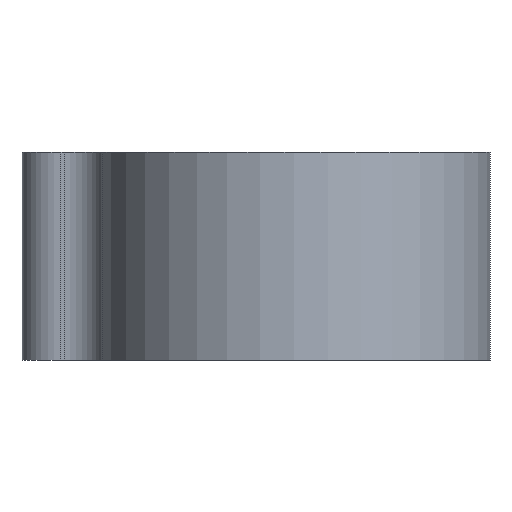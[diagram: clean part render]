
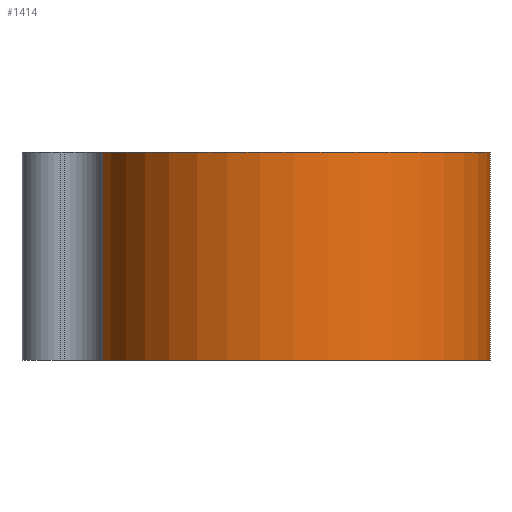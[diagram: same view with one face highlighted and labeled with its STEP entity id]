
A CAD part, front view. The second image highlights one B-rep face of the part: STEP entity #1414.
In plain terms, the highlighted cylindrical face has radius 7.5 mm (diameter 15 mm), a partial arc.
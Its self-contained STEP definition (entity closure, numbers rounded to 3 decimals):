
#44 = PLANE('',#45);
#45 = AXIS2_PLACEMENT_3D('',#46,#47,#48);
#46 = CARTESIAN_POINT('',(-3.629,6.819,0.));
#47 = DIRECTION('',(-0.,-0.,-1.));
#48 = DIRECTION('',(-1.,0.,0.));
#100 = PLANE('',#101);
#101 = AXIS2_PLACEMENT_3D('',#102,#103,#104);
#102 = CARTESIAN_POINT('',(-3.629,6.819,8.));
#103 = DIRECTION('',(-0.,-0.,-1.));
#104 = DIRECTION('',(-1.,0.,0.));
#596 = VERTEX_POINT('',#597);
#597 = CARTESIAN_POINT('',(7.5,0.,0.));
#611 = PLANE('',#612);
#612 = AXIS2_PLACEMENT_3D('',#613,#614,#615);
#613 = CARTESIAN_POINT('',(7.5,0.,0.));
#614 = DIRECTION('',(-1.,0.,0.));
#615 = DIRECTION('',(0.,1.,0.));
#623 = EDGE_CURVE('',#624,#596,#626,.T.);
#624 = VERTEX_POINT('',#625);
#625 = CARTESIAN_POINT('',(-7.395,-1.25,0.));
#626 = SURFACE_CURVE('',#627,(#632,#643),.PCURVE_S1.);
#627 = CIRCLE('',#628,7.5);
#628 = AXIS2_PLACEMENT_3D('',#629,#630,#631);
#629 = CARTESIAN_POINT('',(0.,0.,0.));
#630 = DIRECTION('',(0.,0.,1.));
#631 = DIRECTION('',(1.,0.,0.));
#632 = PCURVE('',#44,#633);
#633 = DEFINITIONAL_REPRESENTATION('',(#634),#642);
#634 = ( BOUNDED_CURVE() B_SPLINE_CURVE(2,(#635,#636,#637,#638,#639,#640
,#641),.UNSPECIFIED.,.T.,.F.) B_SPLINE_CURVE_WITH_KNOTS((1,2,2,2,2,1),(
    -2.094,0.,2.094,4.189,6.283,
8.378),.UNSPECIFIED.) CURVE() GEOMETRIC_REPRESENTATION_ITEM() 
RATIONAL_B_SPLINE_CURVE((1.,0.5,1.,0.5,1.,0.5,1.)) REPRESENTATION_ITEM(
  '') );
#635 = CARTESIAN_POINT('',(-11.129,-6.819));
#636 = CARTESIAN_POINT('',(-11.129,6.171));
#637 = CARTESIAN_POINT('',(0.121,-0.324));
#638 = CARTESIAN_POINT('',(11.371,-6.819));
#639 = CARTESIAN_POINT('',(0.121,-13.314));
#640 = CARTESIAN_POINT('',(-11.129,-19.809));
#641 = CARTESIAN_POINT('',(-11.129,-6.819));
#642 = ( GEOMETRIC_REPRESENTATION_CONTEXT(2) 
PARAMETRIC_REPRESENTATION_CONTEXT() REPRESENTATION_CONTEXT('2D SPACE',''
  ) );
#643 = PCURVE('',#644,#649);
#644 = CYLINDRICAL_SURFACE('',#645,7.5);
#645 = AXIS2_PLACEMENT_3D('',#646,#647,#648);
#646 = CARTESIAN_POINT('',(0.,0.,0.));
#647 = DIRECTION('',(-0.,-0.,-1.));
#648 = DIRECTION('',(1.,0.,0.));
#649 = DEFINITIONAL_REPRESENTATION('',(#650),#654);
#650 = LINE('',#651,#652);
#651 = CARTESIAN_POINT('',(-0.,0.));
#652 = VECTOR('',#653,1.);
#653 = DIRECTION('',(-1.,0.));
#654 = ( GEOMETRIC_REPRESENTATION_CONTEXT(2) 
PARAMETRIC_REPRESENTATION_CONTEXT() REPRESENTATION_CONTEXT('2D SPACE',''
  ) );
#677 = CYLINDRICAL_SURFACE('',#678,1.5);
#678 = AXIS2_PLACEMENT_3D('',#679,#680,#681);
#679 = CARTESIAN_POINT('',(-8.874,-1.5,0.));
#680 = DIRECTION('',(0.,0.,1.));
#681 = DIRECTION('',(0.986,0.167,0.));
#1207 = VERTEX_POINT('',#1208);
#1208 = CARTESIAN_POINT('',(7.5,0.,8.));
#1229 = EDGE_CURVE('',#1230,#1207,#1232,.T.);
#1230 = VERTEX_POINT('',#1231);
#1231 = CARTESIAN_POINT('',(-7.395,-1.25,8.));
#1232 = SURFACE_CURVE('',#1233,(#1238,#1249),.PCURVE_S1.);
#1233 = CIRCLE('',#1234,7.5);
#1234 = AXIS2_PLACEMENT_3D('',#1235,#1236,#1237);
#1235 = CARTESIAN_POINT('',(0.,0.,8.));
#1236 = DIRECTION('',(0.,0.,1.));
#1237 = DIRECTION('',(1.,0.,0.));
#1238 = PCURVE('',#100,#1239);
#1239 = DEFINITIONAL_REPRESENTATION('',(#1240),#1248);
#1240 = ( BOUNDED_CURVE() B_SPLINE_CURVE(2,(#1241,#1242,#1243,#1244,
#1245,#1246,#1247),.UNSPECIFIED.,.T.,.F.) B_SPLINE_CURVE_WITH_KNOTS((1,2
    ,2,2,2,1),(-2.094,0.,2.094,4.189,
6.283,8.378),.UNSPECIFIED.) CURVE() 
GEOMETRIC_REPRESENTATION_ITEM() RATIONAL_B_SPLINE_CURVE((1.,0.5,1.,0.5,
1.,0.5,1.)) REPRESENTATION_ITEM('') );
#1241 = CARTESIAN_POINT('',(-11.129,-6.819));
#1242 = CARTESIAN_POINT('',(-11.129,6.171));
#1243 = CARTESIAN_POINT('',(0.121,-0.324));
#1244 = CARTESIAN_POINT('',(11.371,-6.819));
#1245 = CARTESIAN_POINT('',(0.121,-13.314));
#1246 = CARTESIAN_POINT('',(-11.129,-19.809));
#1247 = CARTESIAN_POINT('',(-11.129,-6.819));
#1248 = ( GEOMETRIC_REPRESENTATION_CONTEXT(2) 
PARAMETRIC_REPRESENTATION_CONTEXT() REPRESENTATION_CONTEXT('2D SPACE',''
  ) );
#1249 = PCURVE('',#644,#1250);
#1250 = DEFINITIONAL_REPRESENTATION('',(#1251),#1255);
#1251 = LINE('',#1252,#1253);
#1252 = CARTESIAN_POINT('',(-0.,-8.));
#1253 = VECTOR('',#1254,1.);
#1254 = DIRECTION('',(-1.,0.));
#1255 = ( GEOMETRIC_REPRESENTATION_CONTEXT(2) 
PARAMETRIC_REPRESENTATION_CONTEXT() REPRESENTATION_CONTEXT('2D SPACE',''
  ) );
#1367 = EDGE_CURVE('',#624,#1230,#1368,.T.);
#1368 = SURFACE_CURVE('',#1369,(#1373,#1380),.PCURVE_S1.);
#1369 = LINE('',#1370,#1371);
#1370 = CARTESIAN_POINT('',(-7.395,-1.25,0.));
#1371 = VECTOR('',#1372,1.);
#1372 = DIRECTION('',(0.,0.,1.));
#1373 = PCURVE('',#677,#1374);
#1374 = DEFINITIONAL_REPRESENTATION('',(#1375),#1379);
#1375 = LINE('',#1376,#1377);
#1376 = CARTESIAN_POINT('',(0.,0.));
#1377 = VECTOR('',#1378,1.);
#1378 = DIRECTION('',(0.,1.));
#1379 = ( GEOMETRIC_REPRESENTATION_CONTEXT(2) 
PARAMETRIC_REPRESENTATION_CONTEXT() REPRESENTATION_CONTEXT('2D SPACE',''
  ) );
#1380 = PCURVE('',#644,#1381);
#1381 = DEFINITIONAL_REPRESENTATION('',(#1382),#1386);
#1382 = LINE('',#1383,#1384);
#1383 = CARTESIAN_POINT('',(-3.309,0.));
#1384 = VECTOR('',#1385,1.);
#1385 = DIRECTION('',(-0.,-1.));
#1386 = ( GEOMETRIC_REPRESENTATION_CONTEXT(2) 
PARAMETRIC_REPRESENTATION_CONTEXT() REPRESENTATION_CONTEXT('2D SPACE',''
  ) );
#1414 = ADVANCED_FACE('',(#1415),#644,.T.);
#1415 = FACE_BOUND('',#1416,.F.);
#1416 = EDGE_LOOP('',(#1417,#1418,#1419,#1420));
#1417 = ORIENTED_EDGE('',*,*,#623,.F.);
#1418 = ORIENTED_EDGE('',*,*,#1367,.T.);
#1419 = ORIENTED_EDGE('',*,*,#1229,.T.);
#1420 = ORIENTED_EDGE('',*,*,#1421,.F.);
#1421 = EDGE_CURVE('',#596,#1207,#1422,.T.);
#1422 = SURFACE_CURVE('',#1423,(#1427,#1434),.PCURVE_S1.);
#1423 = LINE('',#1424,#1425);
#1424 = CARTESIAN_POINT('',(7.5,0.,0.));
#1425 = VECTOR('',#1426,1.);
#1426 = DIRECTION('',(0.,0.,1.));
#1427 = PCURVE('',#644,#1428);
#1428 = DEFINITIONAL_REPRESENTATION('',(#1429),#1433);
#1429 = LINE('',#1430,#1431);
#1430 = CARTESIAN_POINT('',(-6.283,0.));
#1431 = VECTOR('',#1432,1.);
#1432 = DIRECTION('',(-0.,-1.));
#1433 = ( GEOMETRIC_REPRESENTATION_CONTEXT(2) 
PARAMETRIC_REPRESENTATION_CONTEXT() REPRESENTATION_CONTEXT('2D SPACE',''
  ) );
#1434 = PCURVE('',#611,#1435);
#1435 = DEFINITIONAL_REPRESENTATION('',(#1436),#1440);
#1436 = LINE('',#1437,#1438);
#1437 = CARTESIAN_POINT('',(0.,0.));
#1438 = VECTOR('',#1439,1.);
#1439 = DIRECTION('',(0.,-1.));
#1440 = ( GEOMETRIC_REPRESENTATION_CONTEXT(2) 
PARAMETRIC_REPRESENTATION_CONTEXT() REPRESENTATION_CONTEXT('2D SPACE',''
  ) );
